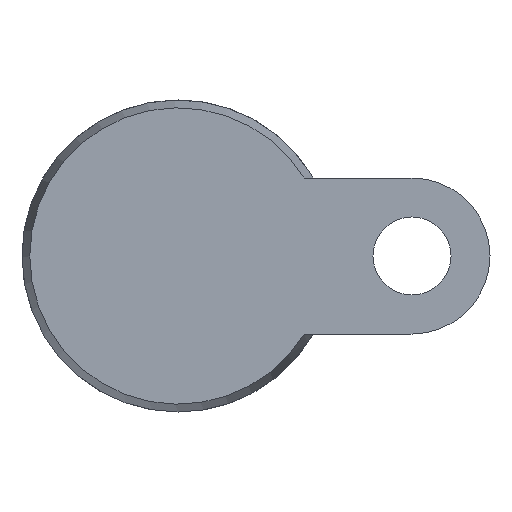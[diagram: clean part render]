
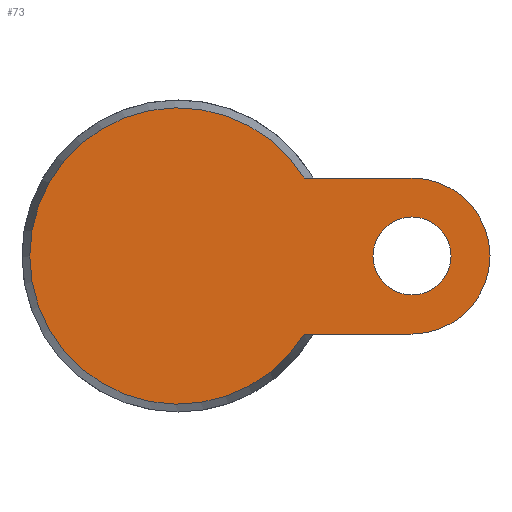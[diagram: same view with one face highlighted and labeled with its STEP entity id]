
A CAD part, front view. The second image highlights one B-rep face of the part: STEP entity #73.
In plain terms, the highlighted planar face has unit normal (0, -1, 0).
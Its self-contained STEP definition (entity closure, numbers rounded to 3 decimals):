
#73 = ADVANCED_FACE( '', ( #183, #184 ), #185, .F. );
#183 = FACE_BOUND( '', #342, .T. );
#184 = FACE_OUTER_BOUND( '', #343, .T. );
#185 = PLANE( '', #344 );
#342 = EDGE_LOOP( '', ( #502 ) );
#343 = EDGE_LOOP( '', ( #503, #504, #505, #506 ) );
#344 = AXIS2_PLACEMENT_3D( '', #507, #508, #509 );
#502 = ORIENTED_EDGE( '', *, *, #848, .T. );
#503 = ORIENTED_EDGE( '', *, *, #849, .F. );
#504 = ORIENTED_EDGE( '', *, *, #850, .T. );
#505 = ORIENTED_EDGE( '', *, *, #851, .F. );
#506 = ORIENTED_EDGE( '', *, *, #852, .F. );
#507 = CARTESIAN_POINT( '', ( 28.5, 0., 0. ) );
#508 = DIRECTION( '', ( 0., 1., 0. ) );
#509 = DIRECTION( '', ( 0., 0., 1. ) );
#848 = EDGE_CURVE( '', #985, #985, #986, .T. );
#849 = EDGE_CURVE( '', #987, #988, #989, .T. );
#850 = EDGE_CURVE( '', #987, #990, #991, .T. );
#851 = EDGE_CURVE( '', #992, #990, #993, .T. );
#852 = EDGE_CURVE( '', #988, #992, #994, .T. );
#985 = VERTEX_POINT( '', #1178 );
#986 = CIRCLE( '', #1179, 7.5 );
#987 = VERTEX_POINT( '', #1180 );
#988 = VERTEX_POINT( '', #1181 );
#989 = LINE( '', #1182, #1183 );
#990 = VERTEX_POINT( '', #1184 );
#991 = CIRCLE( '', #1185, 28.5 );
#992 = VERTEX_POINT( '', #1186 );
#993 = LINE( '', #1187, #1188 );
#994 = CIRCLE( '', #1189, 15. );
#1178 = CARTESIAN_POINT( '', ( 52.5, 0., 0. ) );
#1179 = AXIS2_PLACEMENT_3D( '', #1530, #1531, #1532 );
#1180 = CARTESIAN_POINT( '', ( 24.233, 0., 15. ) );
#1181 = CARTESIAN_POINT( '', ( 45., 0., 15. ) );
#1182 = CARTESIAN_POINT( '', ( 0., 0., 15. ) );
#1183 = VECTOR( '', #1533, 1000. );
#1184 = CARTESIAN_POINT( '', ( 24.233, 0., -15. ) );
#1185 = AXIS2_PLACEMENT_3D( '', #1534, #1535, #1536 );
#1186 = CARTESIAN_POINT( '', ( 45., 0., -15. ) );
#1187 = CARTESIAN_POINT( '', ( 45., 0., -15. ) );
#1188 = VECTOR( '', #1537, 1000. );
#1189 = AXIS2_PLACEMENT_3D( '', #1538, #1539, #1540 );
#1530 = CARTESIAN_POINT( '', ( 45., 0., 0. ) );
#1531 = DIRECTION( '', ( 0., 1., 0. ) );
#1532 = DIRECTION( '', ( 1., 0., 0. ) );
#1533 = DIRECTION( '', ( 1., 0., 0. ) );
#1534 = CARTESIAN_POINT( '', ( 0., 0., 0. ) );
#1535 = DIRECTION( '', ( 0., -1., 0. ) );
#1536 = DIRECTION( '', ( 0., 0., -1. ) );
#1537 = DIRECTION( '', ( -1., 0., 0. ) );
#1538 = CARTESIAN_POINT( '', ( 45., 0., 0. ) );
#1539 = DIRECTION( '', ( 0., 1., 0. ) );
#1540 = DIRECTION( '', ( 1., 0., 0. ) );
